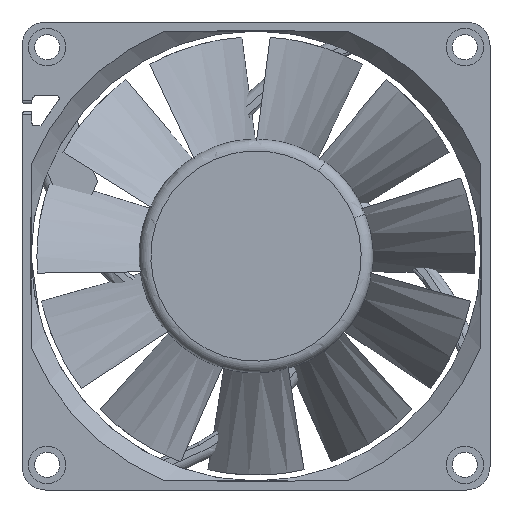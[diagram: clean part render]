
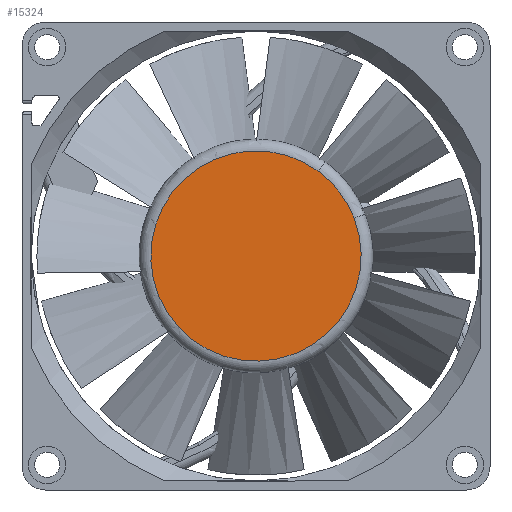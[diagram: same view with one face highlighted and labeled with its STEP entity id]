
A CAD part, front view. The second image highlights one B-rep face of the part: STEP entity #15324.
In plain terms, the highlighted face is planar.
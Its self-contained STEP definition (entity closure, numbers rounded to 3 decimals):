
#13991=CARTESIAN_POINT('',(0.,14.,0.));
#13992=DIRECTION('',(0.,1.,0.));
#13993=DIRECTION('',(0.59,0.,-0.807));
#13994=AXIS2_PLACEMENT_3D('',#13991,#13992,#13993);
#14267=CARTESIAN_POINT('',(0.,14.,0.));
#14268=DIRECTION('',(0.,1.,0.));
#14269=DIRECTION('',(0.933,0.,-0.36));
#14270=AXIS2_PLACEMENT_3D('',#14267,#14268,#14269);
#14523=CARTESIAN_POINT('',(16.793,14.,-6.481));
#14524=CARTESIAN_POINT('',(10.623,14.,-14.531));
#14525=VERTEX_POINT('',#14523);
#14526=VERTEX_POINT('',#14524);
#15315=CARTESIAN_POINT('',(0.,14.,0.));
#15316=DIRECTION('',(0.,1.,0.));
#15317=DIRECTION('',(1.,0.,0.));
#15318=AXIS2_PLACEMENT_3D('',#15315,#15316,#15317);
#15319=PLANE('',#15318);
#15320=ORIENTED_EDGE('',*,*,#14788,.F.);
#15321=ORIENTED_EDGE('',*,*,#15239,.F.);
#15322=EDGE_LOOP('',(#15320,#15321));
#15323=FACE_OUTER_BOUND('',#15322,.F.);
#15324=ADVANCED_FACE('',(#15323),#15319,.T.);
#13995=CIRCLE('',#13994,18.);
#14271=CIRCLE('',#14270,18.);
#14788=EDGE_CURVE('',#14526,#14525,#13995,.T.);
#15239=EDGE_CURVE('',#14525,#14526,#14271,.T.);
